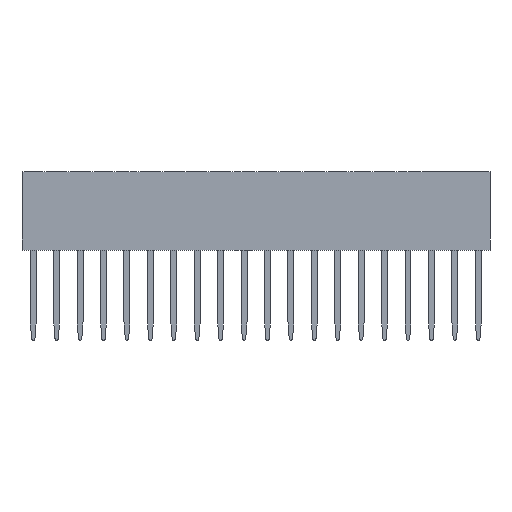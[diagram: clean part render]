
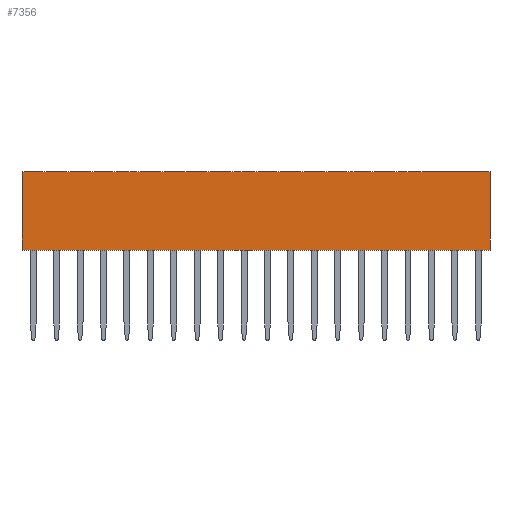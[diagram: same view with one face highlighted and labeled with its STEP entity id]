
A CAD part, front view. The second image highlights one B-rep face of the part: STEP entity #7356.
In plain terms, the highlighted planar face has unit normal (0, -1, 0).
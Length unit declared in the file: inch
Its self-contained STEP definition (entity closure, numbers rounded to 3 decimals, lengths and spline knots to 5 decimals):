
#580 = LINE ( 'NONE', #11751, #7237 ) ;
#1151 = EDGE_CURVE ( 'NONE', #11967, #11587, #18041, .T. ) ;
#1651 = VECTOR ( 'NONE', #17195, 39.37008 ) ;
#1957 = LINE ( 'NONE', #3210, #18140 ) ;
#2434 = ORIENTED_EDGE ( 'NONE', *, *, #1151, .T. ) ;
#3210 = CARTESIAN_POINT ( 'NONE',  ( -1.99803, 0., -0.33465 ) ) ;
#4530 = DIRECTION ( 'NONE',  ( 0., 0., 1. ) ) ;
#4609 = VERTEX_POINT ( 'NONE', #5335 ) ;
#4617 = DIRECTION ( 'NONE',  ( -1., 0., 0. ) ) ;
#5335 = CARTESIAN_POINT ( 'NONE',  ( -1.99803, 0., -0.33465 ) ) ;
#6598 = PLANE ( 'NONE',  #9635 ) ;
#6962 = VECTOR ( 'NONE', #4617, 39.37008 ) ;
#7237 = VECTOR ( 'NONE', #4530, 39.37008 ) ;
#7356 = ADVANCED_FACE ( 'NONE', ( #11446 ), #6598, .T. ) ;
#8064 = DIRECTION ( 'NONE',  ( 0., 0., -1. ) ) ;
#8969 = EDGE_CURVE ( 'NONE', #4609, #13190, #1957, .T. ) ;
#9635 = AXIS2_PLACEMENT_3D ( 'NONE', #15180, #16684, #8064 ) ;
#10036 = CARTESIAN_POINT ( 'NONE',  ( -1.99803, 0., 0. ) ) ;
#11157 = ORIENTED_EDGE ( 'NONE', *, *, #18497, .T. ) ;
#11446 = FACE_OUTER_BOUND ( 'NONE', #14106, .T. ) ;
#11587 = VERTEX_POINT ( 'NONE', #12972 ) ;
#11751 = CARTESIAN_POINT ( 'NONE',  ( 0., 0., 0. ) ) ;
#11967 = VERTEX_POINT ( 'NONE', #12461 ) ;
#12461 = CARTESIAN_POINT ( 'NONE',  ( 0., 0., 0. ) ) ;
#12972 = CARTESIAN_POINT ( 'NONE',  ( -1.99803, 0., 0. ) ) ;
#13190 = VERTEX_POINT ( 'NONE', #16590 ) ;
#13289 = CARTESIAN_POINT ( 'NONE',  ( -1.99803, 0., 0. ) ) ;
#13293 = DIRECTION ( 'NONE',  ( 1., 0., 0. ) ) ;
#13730 = EDGE_CURVE ( 'NONE', #13190, #11967, #580, .T. ) ;
#14106 = EDGE_LOOP ( 'NONE', ( #11157, #15313, #14792, #2434 ) ) ;
#14792 = ORIENTED_EDGE ( 'NONE', *, *, #13730, .T. ) ;
#15180 = CARTESIAN_POINT ( 'NONE',  ( -1.99803, 0., 0. ) ) ;
#15313 = ORIENTED_EDGE ( 'NONE', *, *, #8969, .T. ) ;
#16590 = CARTESIAN_POINT ( 'NONE',  ( 0., 0., -0.33465 ) ) ;
#16684 = DIRECTION ( 'NONE',  ( 0., -1., 0. ) ) ;
#17195 = DIRECTION ( 'NONE',  ( 0., 0., -1. ) ) ;
#17354 = LINE ( 'NONE', #10036, #1651 ) ;
#18041 = LINE ( 'NONE', #13289, #6962 ) ;
#18140 = VECTOR ( 'NONE', #13293, 39.37008 ) ;
#18497 = EDGE_CURVE ( 'NONE', #11587, #4609, #17354, .T. ) ;
